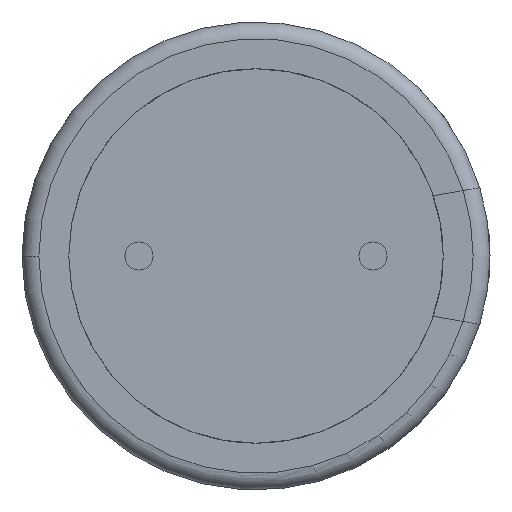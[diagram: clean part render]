
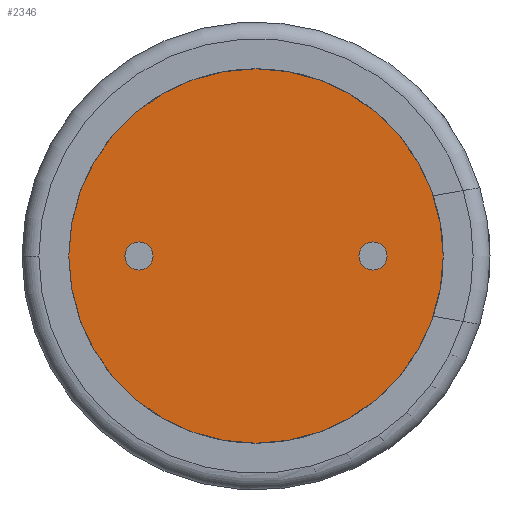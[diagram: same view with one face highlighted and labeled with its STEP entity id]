
A CAD part, front view. The second image highlights one B-rep face of the part: STEP entity #2346.
In plain terms, the highlighted planar face has unit normal (0, -1, 0).
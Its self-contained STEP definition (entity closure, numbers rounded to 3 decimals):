
#68 = VERTEX_POINT ( 'NONE', #2057 ) ;
#79 = AXIS2_PLACEMENT_3D ( 'NONE', #625, #1592, #1195 ) ;
#109 = EDGE_CURVE ( 'NONE', #1168, #68, #2049, .T. ) ;
#127 = VERTEX_POINT ( 'NONE', #2110 ) ;
#144 = EDGE_CURVE ( 'NONE', #2465, #2437, #1126, .T. ) ;
#151 = ORIENTED_EDGE ( 'NONE', *, *, #1330, .F. ) ;
#163 = CARTESIAN_POINT ( 'NONE',  ( 0., 0., 0. ) ) ;
#248 = CARTESIAN_POINT ( 'NONE',  ( 4., 0., 0. ) ) ;
#291 = EDGE_CURVE ( 'NONE', #1960, #127, #2429, .T. ) ;
#362 = DIRECTION ( 'NONE',  ( -1., 0., 0. ) ) ;
#406 = DIRECTION ( 'NONE',  ( -1., 0., 0. ) ) ;
#412 = CARTESIAN_POINT ( 'NONE',  ( -2.5, 0., 0. ) ) ;
#505 = CIRCLE ( 'NONE', #2166, 0.3 ) ;
#523 = EDGE_LOOP ( 'NONE', ( #1682, #959 ) ) ;
#529 = DIRECTION ( 'NONE',  ( 0., -1., 0. ) ) ;
#551 = DIRECTION ( 'NONE',  ( 0., 1., 0. ) ) ;
#604 = DIRECTION ( 'NONE',  ( -1., 0., 0. ) ) ;
#612 = AXIS2_PLACEMENT_3D ( 'NONE', #2157, #793, #406 ) ;
#625 = CARTESIAN_POINT ( 'NONE',  ( 2.5, 0., 0. ) ) ;
#741 = DIRECTION ( 'NONE',  ( -1., 0., 0. ) ) ;
#793 = DIRECTION ( 'NONE',  ( 0., 1., 0. ) ) ;
#855 = AXIS2_PLACEMENT_3D ( 'NONE', #163, #1132, #1715 ) ;
#925 = DIRECTION ( 'NONE',  ( 0., -1., 0. ) ) ;
#959 = ORIENTED_EDGE ( 'NONE', *, *, #144, .F. ) ;
#972 = FACE_BOUND ( 'NONE', #523, .T. ) ;
#991 = ORIENTED_EDGE ( 'NONE', *, *, #1179, .F. ) ;
#1071 = CIRCLE ( 'NONE', #79, 0.3 ) ;
#1099 = DIRECTION ( 'NONE',  ( -1., 0., 0. ) ) ;
#1126 = CIRCLE ( 'NONE', #2312, 0.3 ) ;
#1132 = DIRECTION ( 'NONE',  ( 0., 1., 0. ) ) ;
#1168 = VERTEX_POINT ( 'NONE', #248 ) ;
#1179 = EDGE_CURVE ( 'NONE', #68, #1168, #2390, .T. ) ;
#1195 = DIRECTION ( 'NONE',  ( -1., 0., 0. ) ) ;
#1219 = EDGE_LOOP ( 'NONE', ( #991, #1771 ) ) ;
#1330 = EDGE_CURVE ( 'NONE', #127, #1960, #505, .T. ) ;
#1504 = CARTESIAN_POINT ( 'NONE',  ( -2.5, 0., 0. ) ) ;
#1592 = DIRECTION ( 'NONE',  ( 0., -1., 0. ) ) ;
#1682 = ORIENTED_EDGE ( 'NONE', *, *, #2422, .F. ) ;
#1686 = CARTESIAN_POINT ( 'NONE',  ( 0., 0., 0. ) ) ;
#1715 = DIRECTION ( 'NONE',  ( -1., 0., 0. ) ) ;
#1752 = CARTESIAN_POINT ( 'NONE',  ( -2.5, 0., -0.3 ) ) ;
#1755 = DIRECTION ( 'NONE',  ( 0., -1., 0. ) ) ;
#1771 = ORIENTED_EDGE ( 'NONE', *, *, #109, .F. ) ;
#1846 = CARTESIAN_POINT ( 'NONE',  ( 2.5, 0., -0.3 ) ) ;
#1907 = EDGE_LOOP ( 'NONE', ( #151, #2031 ) ) ;
#1938 = AXIS2_PLACEMENT_3D ( 'NONE', #1686, #551, #362 ) ;
#1960 = VERTEX_POINT ( 'NONE', #1752 ) ;
#1979 = CARTESIAN_POINT ( 'NONE',  ( 2.5, 0., 0.3 ) ) ;
#2009 = FACE_OUTER_BOUND ( 'NONE', #1219, .T. ) ;
#2031 = ORIENTED_EDGE ( 'NONE', *, *, #291, .F. ) ;
#2049 = CIRCLE ( 'NONE', #855, 4. ) ;
#2057 = CARTESIAN_POINT ( 'NONE',  ( -4., 0., 0. ) ) ;
#2077 = CARTESIAN_POINT ( 'NONE',  ( 2.5, 0., 0. ) ) ;
#2110 = CARTESIAN_POINT ( 'NONE',  ( -2.5, 0., 0.3 ) ) ;
#2157 = CARTESIAN_POINT ( 'NONE',  ( 0., 0., 0. ) ) ;
#2166 = AXIS2_PLACEMENT_3D ( 'NONE', #1504, #529, #1099 ) ;
#2200 = FACE_BOUND ( 'NONE', #1907, .T. ) ;
#2252 = AXIS2_PLACEMENT_3D ( 'NONE', #412, #1755, #604 ) ;
#2312 = AXIS2_PLACEMENT_3D ( 'NONE', #2077, #925, #741 ) ;
#2346 = ADVANCED_FACE ( 'NONE', ( #2200, #972, #2009 ), #2466, .F. ) ;
#2390 = CIRCLE ( 'NONE', #612, 4. ) ;
#2422 = EDGE_CURVE ( 'NONE', #2437, #2465, #1071, .T. ) ;
#2429 = CIRCLE ( 'NONE', #2252, 0.3 ) ;
#2437 = VERTEX_POINT ( 'NONE', #1979 ) ;
#2465 = VERTEX_POINT ( 'NONE', #1846 ) ;
#2466 = PLANE ( 'NONE',  #1938 ) ;
